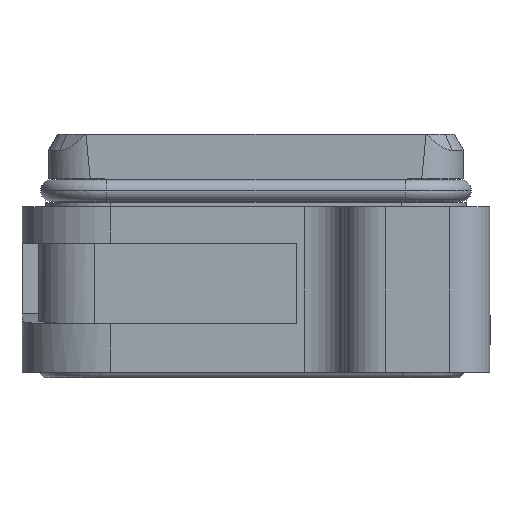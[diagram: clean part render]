
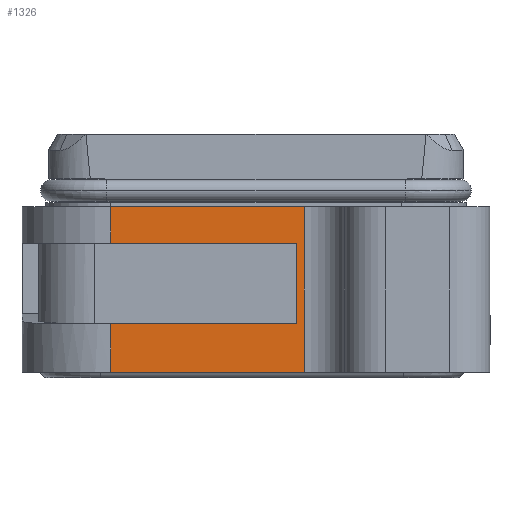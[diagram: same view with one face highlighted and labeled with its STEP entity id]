
A CAD part, front view. The second image highlights one B-rep face of the part: STEP entity #1326.
In plain terms, the highlighted planar face has unit normal (0, -1, 0).
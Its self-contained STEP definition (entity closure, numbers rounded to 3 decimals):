
#1283=AXIS2_PLACEMENT_3D('Plane Axis2P3D',#1280,#1281,#1282) ;
#268=CARTESIAN_POINT('Vertex',(35.,17.,0.7)) ;
#271=CARTESIAN_POINT('Line Origine',(23.,17.,0.7)) ;
#275=CARTESIAN_POINT('Vertex',(11.,17.,0.7)) ;
#658=CARTESIAN_POINT('Vertex',(11.,17.,21.2)) ;
#661=CARTESIAN_POINT('Line Origine',(23.,17.,21.2)) ;
#665=CARTESIAN_POINT('Vertex',(35.,17.,21.2)) ;
#1255=CARTESIAN_POINT('Vertex',(11.,17.,6.7)) ;
#1267=CARTESIAN_POINT('Line Origine',(11.,17.,10.95)) ;
#1280=CARTESIAN_POINT('Axis2P3D Location',(0.,17.,0.7)) ;
#1285=CARTESIAN_POINT('Line Origine',(11.,17.,18.95)) ;
#1289=CARTESIAN_POINT('Vertex',(11.,17.,16.7)) ;
#1292=CARTESIAN_POINT('Line Origine',(22.5,17.,16.7)) ;
#1296=CARTESIAN_POINT('Vertex',(34.,17.,16.7)) ;
#1299=CARTESIAN_POINT('Line Origine',(34.,17.,11.7)) ;
#1303=CARTESIAN_POINT('Vertex',(34.,17.,6.7)) ;
#1306=CARTESIAN_POINT('Line Origine',(22.5,17.,6.7)) ;
#1311=CARTESIAN_POINT('Line Origine',(35.,17.,10.95)) ;
#272=DIRECTION('Vector Direction',(1.,0.,0.)) ;
#662=DIRECTION('Vector Direction',(1.,0.,0.)) ;
#1268=DIRECTION('Vector Direction',(0.,0.,1.)) ;
#1281=DIRECTION('Axis2P3D Direction',(0.,-1.,0.)) ;
#1282=DIRECTION('Axis2P3D XDirection',(1.,0.,0.)) ;
#1286=DIRECTION('Vector Direction',(0.,0.,1.)) ;
#1293=DIRECTION('Vector Direction',(1.,0.,0.)) ;
#1300=DIRECTION('Vector Direction',(0.,0.,1.)) ;
#1307=DIRECTION('Vector Direction',(1.,0.,0.)) ;
#1312=DIRECTION('Vector Direction',(0.,0.,1.)) ;
#273=VECTOR('Line Direction',#272,1.) ;
#663=VECTOR('Line Direction',#662,1.) ;
#1269=VECTOR('Line Direction',#1268,1.) ;
#1287=VECTOR('Line Direction',#1286,1.) ;
#1294=VECTOR('Line Direction',#1293,1.) ;
#1301=VECTOR('Line Direction',#1300,1.) ;
#1308=VECTOR('Line Direction',#1307,1.) ;
#1313=VECTOR('Line Direction',#1312,1.) ;
#1317=ORIENTED_EDGE('',*,*,#667,.F.) ;
#1318=ORIENTED_EDGE('',*,*,#1291,.F.) ;
#1319=ORIENTED_EDGE('',*,*,#1298,.F.) ;
#1320=ORIENTED_EDGE('',*,*,#1305,.F.) ;
#1321=ORIENTED_EDGE('',*,*,#1310,.T.) ;
#1322=ORIENTED_EDGE('',*,*,#1271,.F.) ;
#1323=ORIENTED_EDGE('',*,*,#277,.T.) ;
#1324=ORIENTED_EDGE('',*,*,#1315,.F.) ;
#1326=ADVANCED_FACE('Hauptk\X2\00F6\X0\rper',(#1325),#1284,.T.) ;
#277=EDGE_CURVE('',#276,#269,#274,.T.) ;
#667=EDGE_CURVE('',#659,#666,#664,.T.) ;
#1271=EDGE_CURVE('',#276,#1256,#1270,.T.) ;
#1291=EDGE_CURVE('',#1290,#659,#1288,.T.) ;
#1298=EDGE_CURVE('',#1297,#1290,#1295,.F.) ;
#1305=EDGE_CURVE('',#1304,#1297,#1302,.T.) ;
#1310=EDGE_CURVE('',#1304,#1256,#1309,.F.) ;
#1315=EDGE_CURVE('',#666,#269,#1314,.F.) ;
#1316=EDGE_LOOP('',(#1317,#1318,#1319,#1320,#1321,#1322,#1323,#1324)) ;
#1325=FACE_OUTER_BOUND('',#1316,.T.) ;
#274=LINE('Line',#271,#273) ;
#664=LINE('Line',#661,#663) ;
#1270=LINE('Line',#1267,#1269) ;
#1288=LINE('Line',#1285,#1287) ;
#1295=LINE('Line',#1292,#1294) ;
#1302=LINE('Line',#1299,#1301) ;
#1309=LINE('Line',#1306,#1308) ;
#1314=LINE('Line',#1311,#1313) ;
#1284=PLANE('',#1283) ;
#269=VERTEX_POINT('',#268) ;
#276=VERTEX_POINT('',#275) ;
#659=VERTEX_POINT('',#658) ;
#666=VERTEX_POINT('',#665) ;
#1256=VERTEX_POINT('',#1255) ;
#1290=VERTEX_POINT('',#1289) ;
#1297=VERTEX_POINT('',#1296) ;
#1304=VERTEX_POINT('',#1303) ;
